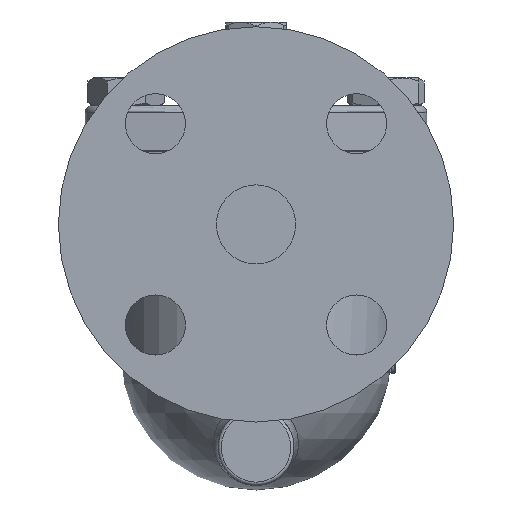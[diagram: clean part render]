
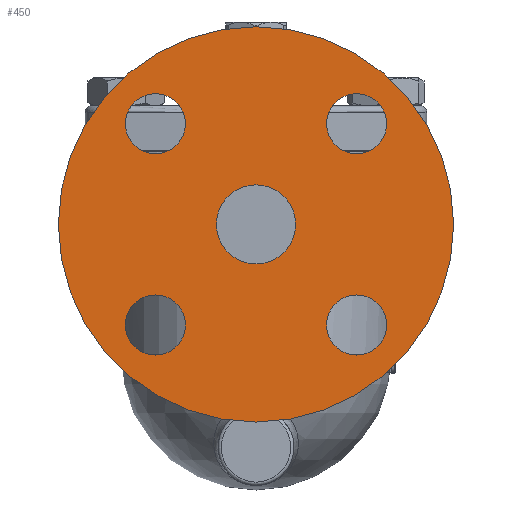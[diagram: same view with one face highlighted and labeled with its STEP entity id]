
A CAD part, left-side view. The second image highlights one B-rep face of the part: STEP entity #450.
In plain terms, the highlighted free-form (B-spline) face has degree [1, 1] with [2, 2] control points.
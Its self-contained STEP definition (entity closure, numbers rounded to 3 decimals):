
#73=CARTESIAN_POINT('',(-117.5,0.0,-21.5));
#74=VERTEX_POINT('',#73);
#75=CARTESIAN_POINT('',(-117.5,0.0,-9.));
#76=DIRECTION('',(1.0,0.0,0.0));
#77=DIRECTION('',(0.0,0.0,-1.0));
#78=AXIS2_PLACEMENT_3D('',#75,#76,#77);
#79=CIRCLE('',#78,12.5);
#80=EDGE_CURVE('',#74,#74,#79,.T.);
#332=CARTESIAN_POINT('',(-117.5,0.0,53.5));
#333=VERTEX_POINT('',#332);
#334=CARTESIAN_POINT('',(-117.5,0.0,-9.));
#335=DIRECTION('',(-1.0,0.0,0.0));
#336=DIRECTION('',(0.0,0.0,1.0));
#337=AXIS2_PLACEMENT_3D('',#334,#335,#336);
#338=CIRCLE('',#337,62.5);
#339=EDGE_CURVE('',#333,#333,#338,.T.);
#355=CARTESIAN_POINT('',(-117.5,-22.32,22.82));
#356=VERTEX_POINT('',#355);
#357=CARTESIAN_POINT('',(-117.5,-31.82,22.82));
#358=DIRECTION('',(1.0,0.0,0.0));
#359=DIRECTION('',(0.0,1.0,0.0));
#360=AXIS2_PLACEMENT_3D('',#357,#358,#359);
#361=CIRCLE('',#360,9.5);
#362=EDGE_CURVE('',#356,#356,#361,.T.);
#375=CARTESIAN_POINT('',(-117.5,-31.82,-31.32));
#376=VERTEX_POINT('',#375);
#377=CARTESIAN_POINT('',(-117.5,-31.82,-40.82));
#378=DIRECTION('',(1.0,0.0,0.0));
#379=DIRECTION('',(0.0,0.0,1.0));
#380=AXIS2_PLACEMENT_3D('',#377,#378,#379);
#381=CIRCLE('',#380,9.5);
#382=EDGE_CURVE('',#376,#376,#381,.T.);
#395=CARTESIAN_POINT('',(-117.5,22.32,-40.82));
#396=VERTEX_POINT('',#395);
#397=CARTESIAN_POINT('',(-117.5,31.82,-40.82));
#398=DIRECTION('',(1.0,0.0,0.0));
#399=DIRECTION('',(0.0,-1.0,0.0));
#400=AXIS2_PLACEMENT_3D('',#397,#398,#399);
#401=CIRCLE('',#400,9.5);
#402=EDGE_CURVE('',#396,#396,#401,.T.);
#415=CARTESIAN_POINT('',(-117.5,31.82,13.32));
#416=VERTEX_POINT('',#415);
#417=CARTESIAN_POINT('',(-117.5,31.82,22.82));
#418=DIRECTION('',(1.0,0.0,0.0));
#419=DIRECTION('',(0.0,0.0,-1.0));
#420=AXIS2_PLACEMENT_3D('',#417,#418,#419);
#421=CIRCLE('',#420,9.5);
#422=EDGE_CURVE('',#416,#416,#421,.T.);
#427=CARTESIAN_POINT('',(-117.5,62.5,53.5));
#428=CARTESIAN_POINT('',(-117.5,62.5,-71.5));
#429=CARTESIAN_POINT('',(-117.5,-62.5,53.5));
#430=CARTESIAN_POINT('',(-117.5,-62.5,-71.5));
#431=B_SPLINE_SURFACE_WITH_KNOTS('',1,1,((#427,#429),(#428,#430)),.UNSPECIFIED.,.F.,.F.,.U.,(2,2),(2,2),(0.0,125.0),(0.0,125.0),.UNSPECIFIED.);
#432=ORIENTED_EDGE('',*,*,#339,.T.);
#433=EDGE_LOOP('',(#432));
#434=FACE_OUTER_BOUND('',#433,.T.);
#435=ORIENTED_EDGE('',*,*,#80,.T.);
#436=EDGE_LOOP('',(#435));
#437=FACE_BOUND('',#436,.T.);
#438=ORIENTED_EDGE('',*,*,#362,.T.);
#439=EDGE_LOOP('',(#438));
#440=FACE_BOUND('',#439,.T.);
#441=ORIENTED_EDGE('',*,*,#382,.T.);
#442=EDGE_LOOP('',(#441));
#443=FACE_BOUND('',#442,.T.);
#444=ORIENTED_EDGE('',*,*,#402,.T.);
#445=EDGE_LOOP('',(#444));
#446=FACE_BOUND('',#445,.T.);
#447=ORIENTED_EDGE('',*,*,#422,.T.);
#448=EDGE_LOOP('',(#447));
#449=FACE_BOUND('',#448,.T.);
#450=ADVANCED_FACE('',(#434,#437,#440,#443,#446,#449),#431,.T.);
